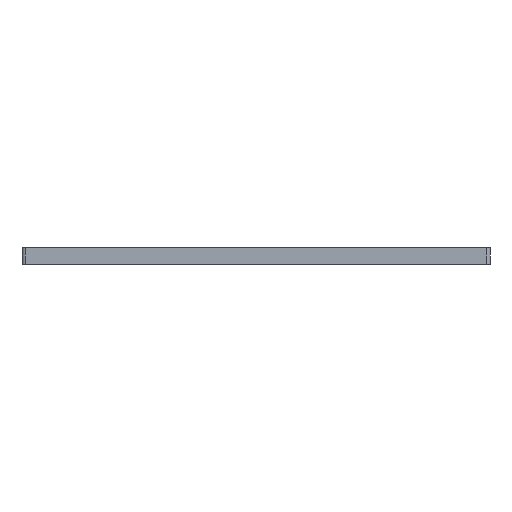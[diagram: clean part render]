
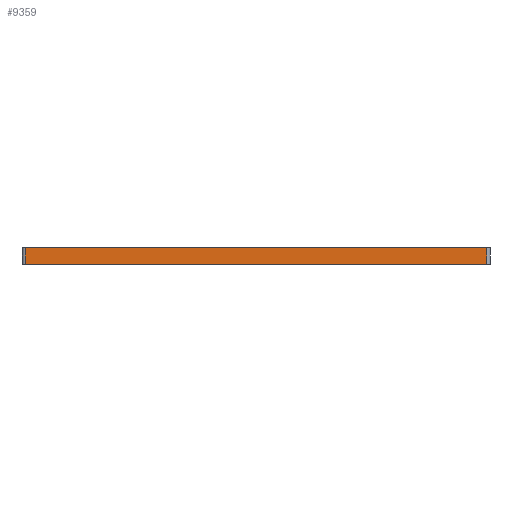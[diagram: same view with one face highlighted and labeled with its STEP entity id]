
A CAD part, front view. The second image highlights one B-rep face of the part: STEP entity #9359.
In plain terms, the highlighted planar face has unit normal (0, -1, 0).
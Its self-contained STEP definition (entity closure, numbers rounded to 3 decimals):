
#73 = PLANE('',#74);
#74 = AXIS2_PLACEMENT_3D('',#75,#76,#77);
#75 = CARTESIAN_POINT('',(35.39,64.2,-2.5));
#76 = DIRECTION('',(0.,0.,1.));
#77 = DIRECTION('',(1.,0.,0.));
#132 = PLANE('',#133);
#133 = AXIS2_PLACEMENT_3D('',#134,#135,#136);
#134 = CARTESIAN_POINT('',(35.39,64.2,0.));
#135 = DIRECTION('',(0.,0.,1.));
#136 = DIRECTION('',(1.,0.,0.));
#267 = CYLINDRICAL_SURFACE('',#268,0.5);
#268 = AXIS2_PLACEMENT_3D('',#269,#270,#271);
#269 = CARTESIAN_POINT('',(70.28,0.5,0.));
#270 = DIRECTION('',(0.,0.,1.));
#271 = DIRECTION('',(1.,0.,0.));
#362 = VERTEX_POINT('',#363);
#363 = CARTESIAN_POINT('',(0.5,0.,0.));
#382 = CYLINDRICAL_SURFACE('',#383,0.5);
#383 = AXIS2_PLACEMENT_3D('',#384,#385,#386);
#384 = CARTESIAN_POINT('',(0.5,0.5,0.));
#385 = DIRECTION('',(0.,0.,1.));
#386 = DIRECTION('',(1.,0.,0.));
#394 = EDGE_CURVE('',#395,#362,#397,.T.);
#395 = VERTEX_POINT('',#396);
#396 = CARTESIAN_POINT('',(70.28,0.,0.));
#397 = SURFACE_CURVE('',#398,(#402,#409),.PCURVE_S1.);
#398 = LINE('',#399,#400);
#399 = CARTESIAN_POINT('',(70.28,0.,0.));
#400 = VECTOR('',#401,1.);
#401 = DIRECTION('',(-1.,0.,0.));
#402 = PCURVE('',#132,#403);
#403 = DEFINITIONAL_REPRESENTATION('',(#404),#408);
#404 = LINE('',#405,#406);
#405 = CARTESIAN_POINT('',(34.89,-64.2));
#406 = VECTOR('',#407,1.);
#407 = DIRECTION('',(-1.,0.));
#408 = ( GEOMETRIC_REPRESENTATION_CONTEXT(2) 
PARAMETRIC_REPRESENTATION_CONTEXT() REPRESENTATION_CONTEXT('2D SPACE',''
  ) );
#409 = PCURVE('',#410,#415);
#410 = PLANE('',#411);
#411 = AXIS2_PLACEMENT_3D('',#412,#413,#414);
#412 = CARTESIAN_POINT('',(70.28,0.,0.));
#413 = DIRECTION('',(0.,1.,0.));
#414 = DIRECTION('',(-1.,0.,0.));
#415 = DEFINITIONAL_REPRESENTATION('',(#416),#420);
#416 = LINE('',#417,#418);
#417 = CARTESIAN_POINT('',(0.,0.));
#418 = VECTOR('',#419,1.);
#419 = DIRECTION('',(1.,0.));
#420 = ( GEOMETRIC_REPRESENTATION_CONTEXT(2) 
PARAMETRIC_REPRESENTATION_CONTEXT() REPRESENTATION_CONTEXT('2D SPACE',''
  ) );
#5244 = VERTEX_POINT('',#5245);
#5245 = CARTESIAN_POINT('',(0.5,0.,-2.5));
#5271 = EDGE_CURVE('',#5272,#5244,#5274,.T.);
#5272 = VERTEX_POINT('',#5273);
#5273 = CARTESIAN_POINT('',(70.28,0.,-2.5));
#5274 = SURFACE_CURVE('',#5275,(#5279,#5286),.PCURVE_S1.);
#5275 = LINE('',#5276,#5277);
#5276 = CARTESIAN_POINT('',(70.28,0.,-2.5));
#5277 = VECTOR('',#5278,1.);
#5278 = DIRECTION('',(-1.,0.,0.));
#5279 = PCURVE('',#73,#5280);
#5280 = DEFINITIONAL_REPRESENTATION('',(#5281),#5285);
#5281 = LINE('',#5282,#5283);
#5282 = CARTESIAN_POINT('',(34.89,-64.2));
#5283 = VECTOR('',#5284,1.);
#5284 = DIRECTION('',(-1.,0.));
#5285 = ( GEOMETRIC_REPRESENTATION_CONTEXT(2) 
PARAMETRIC_REPRESENTATION_CONTEXT() REPRESENTATION_CONTEXT('2D SPACE',''
  ) );
#5286 = PCURVE('',#410,#5287);
#5287 = DEFINITIONAL_REPRESENTATION('',(#5288),#5292);
#5288 = LINE('',#5289,#5290);
#5289 = CARTESIAN_POINT('',(0.,-2.5));
#5290 = VECTOR('',#5291,1.);
#5291 = DIRECTION('',(1.,0.));
#5292 = ( GEOMETRIC_REPRESENTATION_CONTEXT(2) 
PARAMETRIC_REPRESENTATION_CONTEXT() REPRESENTATION_CONTEXT('2D SPACE',''
  ) );
#9311 = EDGE_CURVE('',#395,#5272,#9312,.T.);
#9312 = SURFACE_CURVE('',#9313,(#9317,#9324),.PCURVE_S1.);
#9313 = LINE('',#9314,#9315);
#9314 = CARTESIAN_POINT('',(70.28,0.,0.));
#9315 = VECTOR('',#9316,1.);
#9316 = DIRECTION('',(0.,0.,-1.));
#9317 = PCURVE('',#267,#9318);
#9318 = DEFINITIONAL_REPRESENTATION('',(#9319),#9323);
#9319 = LINE('',#9320,#9321);
#9320 = CARTESIAN_POINT('',(-1.571,0.));
#9321 = VECTOR('',#9322,1.);
#9322 = DIRECTION('',(0.,-1.));
#9323 = ( GEOMETRIC_REPRESENTATION_CONTEXT(2) 
PARAMETRIC_REPRESENTATION_CONTEXT() REPRESENTATION_CONTEXT('2D SPACE',''
  ) );
#9324 = PCURVE('',#410,#9325);
#9325 = DEFINITIONAL_REPRESENTATION('',(#9326),#9330);
#9326 = LINE('',#9327,#9328);
#9327 = CARTESIAN_POINT('',(0.,0.));
#9328 = VECTOR('',#9329,1.);
#9329 = DIRECTION('',(0.,-1.));
#9330 = ( GEOMETRIC_REPRESENTATION_CONTEXT(2) 
PARAMETRIC_REPRESENTATION_CONTEXT() REPRESENTATION_CONTEXT('2D SPACE',''
  ) );
#9359 = ADVANCED_FACE('',(#9360),#410,.F.);
#9360 = FACE_BOUND('',#9361,.F.);
#9361 = EDGE_LOOP('',(#9362,#9363,#9364,#9385));
#9362 = ORIENTED_EDGE('',*,*,#9311,.T.);
#9363 = ORIENTED_EDGE('',*,*,#5271,.T.);
#9364 = ORIENTED_EDGE('',*,*,#9365,.F.);
#9365 = EDGE_CURVE('',#362,#5244,#9366,.T.);
#9366 = SURFACE_CURVE('',#9367,(#9371,#9378),.PCURVE_S1.);
#9367 = LINE('',#9368,#9369);
#9368 = CARTESIAN_POINT('',(0.5,0.,0.));
#9369 = VECTOR('',#9370,1.);
#9370 = DIRECTION('',(0.,0.,-1.));
#9371 = PCURVE('',#410,#9372);
#9372 = DEFINITIONAL_REPRESENTATION('',(#9373),#9377);
#9373 = LINE('',#9374,#9375);
#9374 = CARTESIAN_POINT('',(69.78,0.));
#9375 = VECTOR('',#9376,1.);
#9376 = DIRECTION('',(0.,-1.));
#9377 = ( GEOMETRIC_REPRESENTATION_CONTEXT(2) 
PARAMETRIC_REPRESENTATION_CONTEXT() REPRESENTATION_CONTEXT('2D SPACE',''
  ) );
#9378 = PCURVE('',#382,#9379);
#9379 = DEFINITIONAL_REPRESENTATION('',(#9380),#9384);
#9380 = LINE('',#9381,#9382);
#9381 = CARTESIAN_POINT('',(-1.571,0.));
#9382 = VECTOR('',#9383,1.);
#9383 = DIRECTION('',(0.,-1.));
#9384 = ( GEOMETRIC_REPRESENTATION_CONTEXT(2) 
PARAMETRIC_REPRESENTATION_CONTEXT() REPRESENTATION_CONTEXT('2D SPACE',''
  ) );
#9385 = ORIENTED_EDGE('',*,*,#394,.F.);
